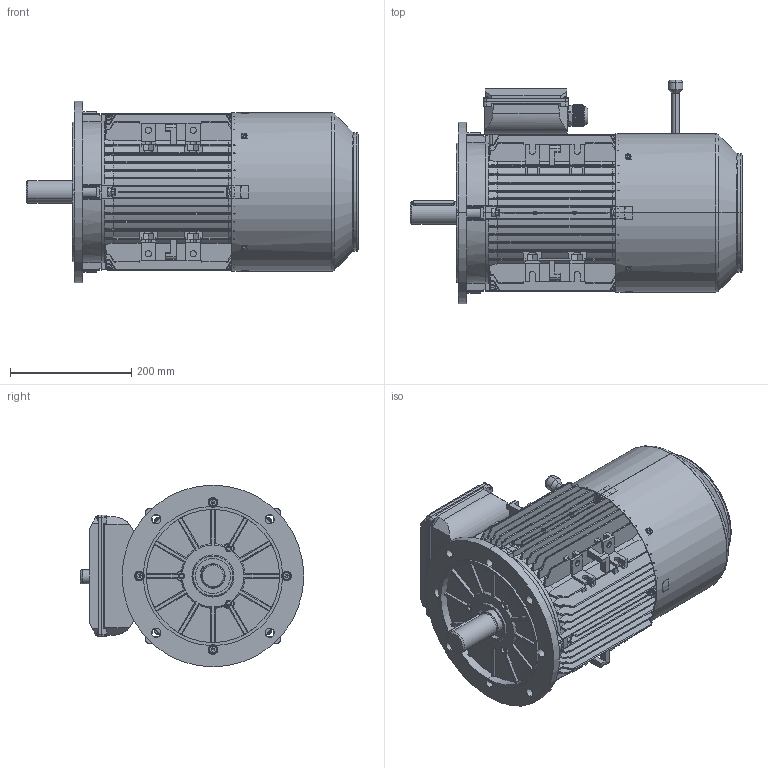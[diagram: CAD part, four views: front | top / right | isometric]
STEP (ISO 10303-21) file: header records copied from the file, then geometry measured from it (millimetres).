
FILE_DESCRIPTION (( 'STEP AP203' ), '1' );
FILE_NAME ('TB132S B5(ML諉盄碟ｊ倰).STEP', '2021-12-02T07:44:41', ( '' ), ( '' ), 'SwSTEP 2.0', 'SolidWorks 2014', '' );
FILE_SCHEMA (( 'CONFIG_CONTROL_DESIGN' ));
Length unit declared in the file: millimetre
Products named in the file (16): ML112諉盄碟蚾饜极; TB132S蛌粣; Plain parallel keys_GB_CONNECTING_PIECE_KEYS_CSK 10X70; Hexagon socket head cap screws GB_GB_FASTENER_SCREWS_HSHCS M8X35-N; ML100-ML112諉盄碟釱(臏); TB132瑞欶; TB132S B5(ML諉盄碟ｊ倰); TB132綴裔; 112-132堤盄蹟杶; Hexagon nuts grade C GB_GB_FASTENER_NUT_SNC1 M8-N; ML100-ML112諉盄碟裔(臏); T132S儂褲; 112怢宒瑞珔; Cross recessed thread forming screws GB_GB_CROSS_SCREWS_TYPE138 M5X12-N; Cross recessed thread forming screws GB_GB_CROSS_SCREWS_TYPE138 M4X10-N; TA132B5楊擘1
Assembly tree (35 placements, depth 3):
  TB132S B5(ML諉盄碟ｊ倰)
    T132S儂褲
    TB132S蛌粣
    TB132綴裔
    Cross recessed thread forming screws GB_GB_CROSS_SCREWS_TYPE138 M5X12-N  x4
    Hexagon socket head cap screws GB_GB_FASTENER_SCREWS_HSHCS M8X35-N  x8
    Hexagon nuts grade C GB_GB_FASTENER_NUT_SNC1 M8-N  x8
    TA132B5楊擘1
    TB132瑞欶
    112怢宒瑞珔
    Plain parallel keys_GB_CONNECTING_PIECE_KEYS_CSK 10X70
    ML112諉盄碟蚾饜极
      112-132堤盄蹟杶
      Cross recessed thread forming screws GB_GB_CROSS_SCREWS_TYPE138 M4X10-N  x4
      ML100-ML112諉盄碟釱(臏)
      ML100-ML112諉盄碟裔(臏)
Bounding box: 548 x 369.17 x 300 mm (x, y, z)
Volume: 4011387.7 mm3; surface area: 1963859.3 mm2
Topology: 35 solids, 35 shells, 5167 faces, 14020 edges, 8886 vertices
Faces by surface type: plane 2680, cylinder 1246, bspline 687, cone 351, torus 187, sphere 16
Entity records: 179666 total; most frequent: CARTESIAN_POINT 64777, ORIENTED_EDGE 25692, DIRECTION 20407, EDGE_CURVE 12846, VERTEX_POINT 8251, LINE 7121, VECTOR 7121, AXIS2_PLACEMENT_3D 6643
